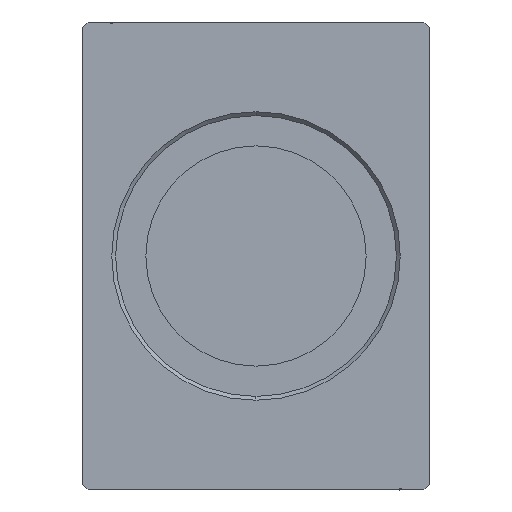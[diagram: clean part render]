
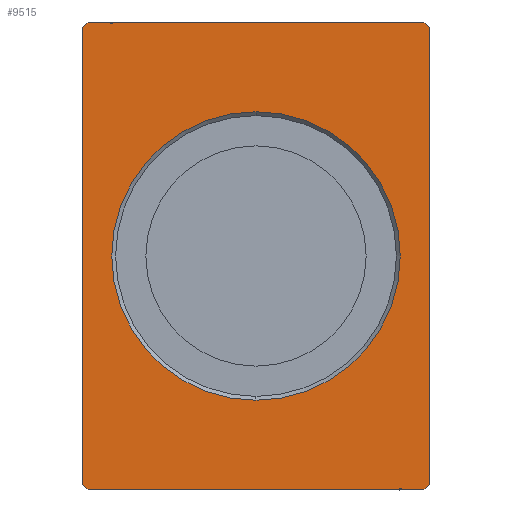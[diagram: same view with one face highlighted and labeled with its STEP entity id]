
A CAD part, left-side view. The second image highlights one B-rep face of the part: STEP entity #9515.
In plain terms, the highlighted planar face has unit normal (-1, 0, 0).
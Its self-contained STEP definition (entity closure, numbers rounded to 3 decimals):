
#101 = CARTESIAN_POINT ( 'NONE',  ( 0., -31.5, -41.5 ) ) ;
#3272 = CIRCLE ( 'NONE', #25904, 26.2 ) ;
#3334 = EDGE_CURVE ( 'NONE', #31326, #31377, #35747, .T. ) ;
#4134 = DIRECTION ( 'NONE',  ( 1., 0., 0. ) ) ;
#4143 = VECTOR ( 'NONE', #33471, 1000. ) ;
#4419 = VERTEX_POINT ( 'NONE', #9467 ) ;
#4749 = ORIENTED_EDGE ( 'NONE', *, *, #16020, .F. ) ;
#5243 = LINE ( 'NONE', #27100, #30593 ) ;
#7071 = DIRECTION ( 'NONE',  ( 1., 0., 0. ) ) ;
#8388 = LINE ( 'NONE', #21129, #4143 ) ;
#8873 = LINE ( 'NONE', #39619, #35256 ) ;
#8911 = DIRECTION ( 'NONE',  ( 0., 1., 0. ) ) ;
#9264 = VECTOR ( 'NONE', #33334, 1000. ) ;
#9379 = VERTEX_POINT ( 'NONE', #36639 ) ;
#9467 = CARTESIAN_POINT ( 'NONE',  ( 0., 0., -26.2 ) ) ;
#9515 = ADVANCED_FACE ( 'NONE', ( #22251, #34793 ), #25091, .F. ) ;
#9529 = ORIENTED_EDGE ( 'NONE', *, *, #37144, .F. ) ;
#10395 = CARTESIAN_POINT ( 'NONE',  ( 0., 0., 0. ) ) ;
#10459 = EDGE_CURVE ( 'NONE', #36370, #13229, #8873, .T. ) ;
#10539 = ORIENTED_EDGE ( 'NONE', *, *, #36296, .T. ) ;
#11202 = DIRECTION ( 'NONE',  ( 0., -1., 0. ) ) ;
#11351 = DIRECTION ( 'NONE',  ( 1., 0., 0. ) ) ;
#13229 = VERTEX_POINT ( 'NONE', #26301 ) ;
#14187 = DIRECTION ( 'NONE',  ( 0., 0.707, 0.707 ) ) ;
#14382 = CARTESIAN_POINT ( 'NONE',  ( 0., 30.5, -42.5 ) ) ;
#15202 = CARTESIAN_POINT ( 'NONE',  ( 0., -30.5, -42.5 ) ) ;
#15702 = LINE ( 'NONE', #18149, #9264 ) ;
#15776 = CARTESIAN_POINT ( 'NONE',  ( 0., 0., 0. ) ) ;
#16020 = EDGE_CURVE ( 'NONE', #38100, #36370, #33249, .T. ) ;
#16447 = VERTEX_POINT ( 'NONE', #23460 ) ;
#17041 = CARTESIAN_POINT ( 'NONE',  ( 0., 30.5, -42.5 ) ) ;
#17315 = ORIENTED_EDGE ( 'NONE', *, *, #26028, .F. ) ;
#18080 = ORIENTED_EDGE ( 'NONE', *, *, #35155, .F. ) ;
#18149 = CARTESIAN_POINT ( 'NONE',  ( 0., 31.5, 41.5 ) ) ;
#18532 = DIRECTION ( 'NONE',  ( 0., 0.707, -0.707 ) ) ;
#18759 = LINE ( 'NONE', #36231, #20117 ) ;
#20117 = VECTOR ( 'NONE', #8911, 1000. ) ;
#21124 = ORIENTED_EDGE ( 'NONE', *, *, #25049, .T. ) ;
#21129 = CARTESIAN_POINT ( 'NONE',  ( 0., -31.5, 41.5 ) ) ;
#21407 = DIRECTION ( 'NONE',  ( 0., -0.707, -0.707 ) ) ;
#21565 = VERTEX_POINT ( 'NONE', #36820 ) ;
#22251 = FACE_BOUND ( 'NONE', #32679, .T. ) ;
#22284 = VECTOR ( 'NONE', #18532, 1000. ) ;
#22372 = EDGE_CURVE ( 'NONE', #31315, #16447, #34887, .T. ) ;
#23460 = CARTESIAN_POINT ( 'NONE',  ( 0., 31.5, -41.5 ) ) ;
#23487 = ORIENTED_EDGE ( 'NONE', *, *, #10459, .F. ) ;
#23675 = DIRECTION ( 'NONE',  ( 0., 0., 1. ) ) ;
#25049 = EDGE_CURVE ( 'NONE', #4419, #21565, #3272, .T. ) ;
#25091 = PLANE ( 'NONE',  #25524 ) ;
#25524 = AXIS2_PLACEMENT_3D ( 'NONE', #15776, #7071, #28943 ) ;
#25787 = ORIENTED_EDGE ( 'NONE', *, *, #22372, .F. ) ;
#25904 = AXIS2_PLACEMENT_3D ( 'NONE', #32987, #11351, #27128 ) ;
#26028 = EDGE_CURVE ( 'NONE', #31377, #31315, #18759, .T. ) ;
#26051 = VECTOR ( 'NONE', #11202, 1000. ) ;
#26301 = CARTESIAN_POINT ( 'NONE',  ( 0., -31.5, 41.5 ) ) ;
#26763 = CARTESIAN_POINT ( 'NONE',  ( 0., -31.5, -41.5 ) ) ;
#27100 = CARTESIAN_POINT ( 'NONE',  ( 0., 31.5, -41.5 ) ) ;
#27128 = DIRECTION ( 'NONE',  ( 0., 0., -1. ) ) ;
#28534 = ORIENTED_EDGE ( 'NONE', *, *, #33321, .F. ) ;
#28943 = DIRECTION ( 'NONE',  ( 0., 0., -1. ) ) ;
#29104 = ORIENTED_EDGE ( 'NONE', *, *, #3334, .F. ) ;
#29990 = AXIS2_PLACEMENT_3D ( 'NONE', #10395, #4134, #34690 ) ;
#30593 = VECTOR ( 'NONE', #23675, 1000. ) ;
#31315 = VERTEX_POINT ( 'NONE', #17041 ) ;
#31326 = VERTEX_POINT ( 'NONE', #26763 ) ;
#31377 = VERTEX_POINT ( 'NONE', #15202 ) ;
#32679 = EDGE_LOOP ( 'NONE', ( #10539, #21124 ) ) ;
#32833 = CARTESIAN_POINT ( 'NONE',  ( 0., 30.5, 42.5 ) ) ;
#32987 = CARTESIAN_POINT ( 'NONE',  ( 0., 0., 0. ) ) ;
#33249 = LINE ( 'NONE', #36282, #26051 ) ;
#33321 = EDGE_CURVE ( 'NONE', #16447, #9379, #5243, .T. ) ;
#33334 = DIRECTION ( 'NONE',  ( 0., -0.707, 0.707 ) ) ;
#33431 = VECTOR ( 'NONE', #14187, 1000. ) ;
#33471 = DIRECTION ( 'NONE',  ( 0., 0., -1. ) ) ;
#34267 = EDGE_LOOP ( 'NONE', ( #18080, #28534, #25787, #17315, #29104, #9529, #23487, #4749 ) ) ;
#34521 = CIRCLE ( 'NONE', #29990, 26.2 ) ;
#34690 = DIRECTION ( 'NONE',  ( 0., 0., -1. ) ) ;
#34793 = FACE_OUTER_BOUND ( 'NONE', #34267, .T. ) ;
#34882 = CARTESIAN_POINT ( 'NONE',  ( 0., -30.5, 42.5 ) ) ;
#34887 = LINE ( 'NONE', #14382, #33431 ) ;
#35155 = EDGE_CURVE ( 'NONE', #9379, #38100, #15702, .T. ) ;
#35256 = VECTOR ( 'NONE', #21407, 1000. ) ;
#35747 = LINE ( 'NONE', #101, #22284 ) ;
#36231 = CARTESIAN_POINT ( 'NONE',  ( 0., -30.5, -42.5 ) ) ;
#36282 = CARTESIAN_POINT ( 'NONE',  ( 0., 30.5, 42.5 ) ) ;
#36296 = EDGE_CURVE ( 'NONE', #21565, #4419, #34521, .T. ) ;
#36370 = VERTEX_POINT ( 'NONE', #34882 ) ;
#36639 = CARTESIAN_POINT ( 'NONE',  ( 0., 31.5, 41.5 ) ) ;
#36820 = CARTESIAN_POINT ( 'NONE',  ( 0., 0., 26.2 ) ) ;
#37144 = EDGE_CURVE ( 'NONE', #13229, #31326, #8388, .T. ) ;
#38100 = VERTEX_POINT ( 'NONE', #32833 ) ;
#39619 = CARTESIAN_POINT ( 'NONE',  ( 0., -30.5, 42.5 ) ) ;
